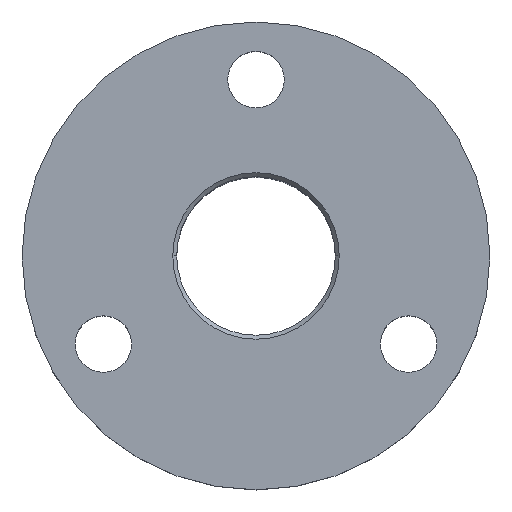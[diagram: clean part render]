
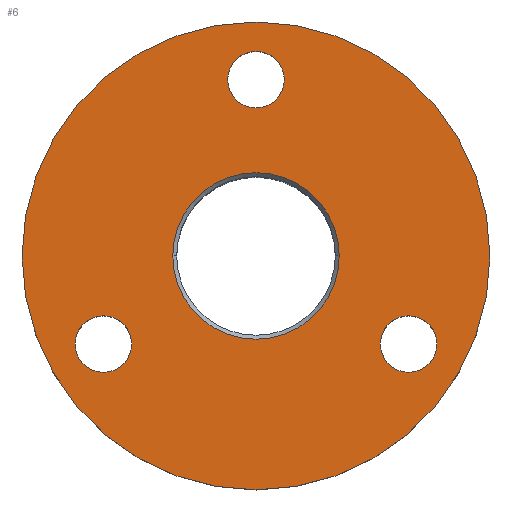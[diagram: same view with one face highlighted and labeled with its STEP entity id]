
A CAD part, top view. The second image highlights one B-rep face of the part: STEP entity #6.
In plain terms, the highlighted planar face has unit normal (0, 0, 1).
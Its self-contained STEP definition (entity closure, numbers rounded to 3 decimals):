
#4 = DIRECTION ( 'NONE',  ( 0., 0., -1. ) ) ;
#6 = ADVANCED_FACE ( 'NONE', ( #373, #181, #434, #288, #7 ), #274, .F. ) ;
#7 = FACE_BOUND ( 'NONE', #221, .T. ) ;
#10 = DIRECTION ( 'NONE',  ( 0., 0., -1. ) ) ;
#12 = DIRECTION ( 'NONE',  ( 0., 1., 0. ) ) ;
#27 = DIRECTION ( 'NONE',  ( 0., 0., -1. ) ) ;
#36 = EDGE_LOOP ( 'NONE', ( #198, #552 ) ) ;
#39 = EDGE_CURVE ( 'NONE', #149, #236, #422, .T. ) ;
#48 = DIRECTION ( 'NONE',  ( 0., 0., -1. ) ) ;
#52 = AXIS2_PLACEMENT_3D ( 'NONE', #684, #27, #696 ) ;
#56 = EDGE_CURVE ( 'NONE', #501, #314, #540, .T. ) ;
#57 = CARTESIAN_POINT ( 'NONE',  ( -9.622, -5.555, 0. ) ) ;
#74 = AXIS2_PLACEMENT_3D ( 'NONE', #555, #396, #509 ) ;
#88 = ORIENTED_EDGE ( 'NONE', *, *, #165, .T. ) ;
#92 = CIRCLE ( 'NONE', #494, 1.78 ) ;
#101 = DIRECTION ( 'NONE',  ( 0., 0., -1. ) ) ;
#118 = CIRCLE ( 'NONE', #143, 1.78 ) ;
#133 = VERTEX_POINT ( 'NONE', #170 ) ;
#143 = AXIS2_PLACEMENT_3D ( 'NONE', #479, #367, #160 ) ;
#149 = VERTEX_POINT ( 'NONE', #669 ) ;
#160 = DIRECTION ( 'NONE',  ( -1., 0., 0. ) ) ;
#161 = VERTEX_POINT ( 'NONE', #450 ) ;
#162 = ORIENTED_EDGE ( 'NONE', *, *, #645, .T. ) ;
#165 = EDGE_CURVE ( 'NONE', #525, #537, #360, .T. ) ;
#166 = DIRECTION ( 'NONE',  ( 0., 0., -1. ) ) ;
#170 = CARTESIAN_POINT ( 'NONE',  ( -14.75, 0., 0. ) ) ;
#177 = DIRECTION ( 'NONE',  ( 0., 0., -1. ) ) ;
#180 = CARTESIAN_POINT ( 'NONE',  ( -11.402, -5.555, 0. ) ) ;
#181 = FACE_BOUND ( 'NONE', #510, .T. ) ;
#186 = EDGE_LOOP ( 'NONE', ( #88, #210 ) ) ;
#193 = AXIS2_PLACEMENT_3D ( 'NONE', #621, #177, #239 ) ;
#198 = ORIENTED_EDGE ( 'NONE', *, *, #609, .F. ) ;
#199 = CARTESIAN_POINT ( 'NONE',  ( 1.78, 11.11, 0. ) ) ;
#210 = ORIENTED_EDGE ( 'NONE', *, *, #417, .T. ) ;
#216 = EDGE_CURVE ( 'NONE', #314, #501, #549, .T. ) ;
#221 = EDGE_LOOP ( 'NONE', ( #412, #566 ) ) ;
#228 = ORIENTED_EDGE ( 'NONE', *, *, #444, .T. ) ;
#236 = VERTEX_POINT ( 'NONE', #180 ) ;
#239 = DIRECTION ( 'NONE',  ( 1., 0., 0. ) ) ;
#245 = AXIS2_PLACEMENT_3D ( 'NONE', #365, #48, #420 ) ;
#261 = AXIS2_PLACEMENT_3D ( 'NONE', #477, #101, #650 ) ;
#262 = CARTESIAN_POINT ( 'NONE',  ( -1.78, 11.11, 0. ) ) ;
#269 = CARTESIAN_POINT ( 'NONE',  ( 0., 0., 0. ) ) ;
#274 = PLANE ( 'NONE',  #521 ) ;
#285 = ORIENTED_EDGE ( 'NONE', *, *, #355, .T. ) ;
#288 = FACE_OUTER_BOUND ( 'NONE', #36, .T. ) ;
#292 = CIRCLE ( 'NONE', #261, 14.75 ) ;
#308 = EDGE_CURVE ( 'NONE', #133, #161, #541, .T. ) ;
#314 = VERTEX_POINT ( 'NONE', #460 ) ;
#327 = DIRECTION ( 'NONE',  ( -1., 0., 0. ) ) ;
#355 = EDGE_CURVE ( 'NONE', #685, #518, #92, .T. ) ;
#360 = CIRCLE ( 'NONE', #74, 1.78 ) ;
#365 = CARTESIAN_POINT ( 'NONE',  ( 0., 11.11, 0. ) ) ;
#367 = DIRECTION ( 'NONE',  ( 0., 0., -1. ) ) ;
#373 = FACE_BOUND ( 'NONE', #186, .T. ) ;
#396 = DIRECTION ( 'NONE',  ( 0., 0., -1. ) ) ;
#412 = ORIENTED_EDGE ( 'NONE', *, *, #216, .T. ) ;
#417 = EDGE_CURVE ( 'NONE', #537, #525, #663, .T. ) ;
#420 = DIRECTION ( 'NONE',  ( -1., 0., 0. ) ) ;
#422 = CIRCLE ( 'NONE', #579, 1.78 ) ;
#424 = DIRECTION ( 'NONE',  ( 0., 0., -1. ) ) ;
#434 = FACE_BOUND ( 'NONE', #610, .T. ) ;
#442 = DIRECTION ( 'NONE',  ( 1., 0., 0. ) ) ;
#444 = EDGE_CURVE ( 'NONE', #236, #149, #118, .T. ) ;
#445 = CIRCLE ( 'NONE', #491, 1.78 ) ;
#450 = CARTESIAN_POINT ( 'NONE',  ( 14.75, 0., 0. ) ) ;
#460 = CARTESIAN_POINT ( 'NONE',  ( 5.25, 0., 0. ) ) ;
#470 = CARTESIAN_POINT ( 'NONE',  ( 9.622, -5.555, 0. ) ) ;
#477 = CARTESIAN_POINT ( 'NONE',  ( 0., 0., 0. ) ) ;
#479 = CARTESIAN_POINT ( 'NONE',  ( -9.622, -5.555, 0. ) ) ;
#491 = AXIS2_PLACEMENT_3D ( 'NONE', #532, #424, #698 ) ;
#494 = AXIS2_PLACEMENT_3D ( 'NONE', #470, #689, #519 ) ;
#501 = VERTEX_POINT ( 'NONE', #534 ) ;
#509 = DIRECTION ( 'NONE',  ( -1., 0., 0. ) ) ;
#510 = EDGE_LOOP ( 'NONE', ( #162, #285 ) ) ;
#518 = VERTEX_POINT ( 'NONE', #538 ) ;
#519 = DIRECTION ( 'NONE',  ( -1., 0., 0. ) ) ;
#521 = AXIS2_PLACEMENT_3D ( 'NONE', #269, #4, #12 ) ;
#525 = VERTEX_POINT ( 'NONE', #262 ) ;
#532 = CARTESIAN_POINT ( 'NONE',  ( 9.622, -5.555, 0. ) ) ;
#534 = CARTESIAN_POINT ( 'NONE',  ( -5.25, 0., 0. ) ) ;
#537 = VERTEX_POINT ( 'NONE', #199 ) ;
#538 = CARTESIAN_POINT ( 'NONE',  ( 7.842, -5.555, 0. ) ) ;
#540 = CIRCLE ( 'NONE', #618, 5.25 ) ;
#541 = CIRCLE ( 'NONE', #52, 14.75 ) ;
#549 = CIRCLE ( 'NONE', #193, 5.25 ) ;
#552 = ORIENTED_EDGE ( 'NONE', *, *, #308, .F. ) ;
#555 = CARTESIAN_POINT ( 'NONE',  ( 0., 11.11, 0. ) ) ;
#566 = ORIENTED_EDGE ( 'NONE', *, *, #56, .T. ) ;
#579 = AXIS2_PLACEMENT_3D ( 'NONE', #57, #10, #327 ) ;
#596 = CARTESIAN_POINT ( 'NONE',  ( 11.402, -5.555, 0. ) ) ;
#609 = EDGE_CURVE ( 'NONE', #161, #133, #292, .T. ) ;
#610 = EDGE_LOOP ( 'NONE', ( #228, #626 ) ) ;
#618 = AXIS2_PLACEMENT_3D ( 'NONE', #661, #166, #442 ) ;
#621 = CARTESIAN_POINT ( 'NONE',  ( 0., 0., 0. ) ) ;
#626 = ORIENTED_EDGE ( 'NONE', *, *, #39, .T. ) ;
#645 = EDGE_CURVE ( 'NONE', #518, #685, #445, .T. ) ;
#650 = DIRECTION ( 'NONE',  ( 1., 0., 0. ) ) ;
#661 = CARTESIAN_POINT ( 'NONE',  ( 0., 0., 0. ) ) ;
#663 = CIRCLE ( 'NONE', #245, 1.78 ) ;
#669 = CARTESIAN_POINT ( 'NONE',  ( -7.842, -5.555, 0. ) ) ;
#684 = CARTESIAN_POINT ( 'NONE',  ( 0., 0., 0. ) ) ;
#685 = VERTEX_POINT ( 'NONE', #596 ) ;
#689 = DIRECTION ( 'NONE',  ( 0., 0., -1. ) ) ;
#696 = DIRECTION ( 'NONE',  ( 1., 0., 0. ) ) ;
#698 = DIRECTION ( 'NONE',  ( -1., 0., 0. ) ) ;
